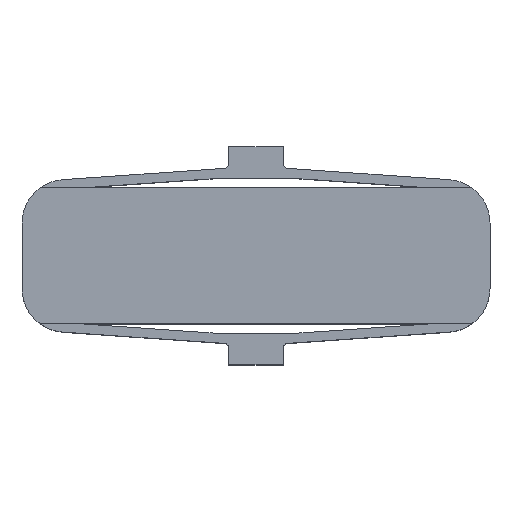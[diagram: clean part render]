
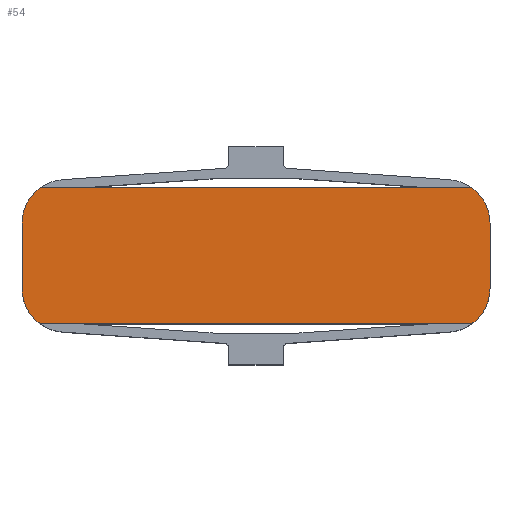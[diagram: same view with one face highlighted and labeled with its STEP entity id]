
A CAD part, top view. The second image highlights one B-rep face of the part: STEP entity #54.
In plain terms, the highlighted planar face has unit normal (0, 0, 1).
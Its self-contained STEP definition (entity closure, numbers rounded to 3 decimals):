
#54 = ADVANCED_FACE ( 'NONE', ( #782 ), #732, .T. ) ;
#58 = EDGE_CURVE ( 'NONE', #113, #600, #731, .T. ) ;
#60 = ORIENTED_EDGE ( 'NONE', *, *, #673, .T. ) ;
#70 = ORIENTED_EDGE ( 'NONE', *, *, #95, .T. ) ;
#72 = ORIENTED_EDGE ( 'NONE', *, *, #58, .T. ) ;
#73 = ORIENTED_EDGE ( 'NONE', *, *, #567, .T. ) ;
#74 = EDGE_CURVE ( 'NONE', #379, #674, #697, .T. ) ;
#78 = EDGE_LOOP ( 'NONE', ( #60, #175, #70, #72, #73, #205, #176, #198 ) ) ;
#95 = EDGE_CURVE ( 'NONE', #640, #113, #755, .T. ) ;
#113 = VERTEX_POINT ( 'NONE', #835 ) ;
#175 = ORIENTED_EDGE ( 'NONE', *, *, #670, .T. ) ;
#176 = ORIENTED_EDGE ( 'NONE', *, *, #388, .T. ) ;
#198 = ORIENTED_EDGE ( 'NONE', *, *, #74, .T. ) ;
#205 = ORIENTED_EDGE ( 'NONE', *, *, #384, .T. ) ;
#373 = VERTEX_POINT ( 'NONE', #1201 ) ;
#379 = VERTEX_POINT ( 'NONE', #1214 ) ;
#384 = EDGE_CURVE ( 'NONE', #416, #373, #1258, .T. ) ;
#388 = EDGE_CURVE ( 'NONE', #373, #379, #1303, .T. ) ;
#416 = VERTEX_POINT ( 'NONE', #1232 ) ;
#567 = EDGE_CURVE ( 'NONE', #600, #416, #1599, .T. ) ;
#572 = VERTEX_POINT ( 'NONE', #1601 ) ;
#600 = VERTEX_POINT ( 'NONE', #1485 ) ;
#640 = VERTEX_POINT ( 'NONE', #1683 ) ;
#670 = EDGE_CURVE ( 'NONE', #572, #640, #1717, .T. ) ;
#673 = EDGE_CURVE ( 'NONE', #674, #572, #1508, .T. ) ;
#674 = VERTEX_POINT ( 'NONE', #1726 ) ;
#696 = CARTESIAN_POINT ( 'NONE',  ( -3.963, 1.25, 2.5 ) ) ;
#697 = LINE ( 'NONE', #696, #719 ) ;
#701 = DIRECTION ( 'NONE',  ( -1., 0., 0. ) ) ;
#710 = AXIS2_PLACEMENT_3D ( 'NONE', #747, #746, #745 ) ;
#719 = VECTOR ( 'NONE', #701, 1000. ) ;
#730 = CARTESIAN_POINT ( 'NONE',  ( -3.963, -1.25, 2.5 ) ) ;
#731 = LINE ( 'NONE', #730, #743 ) ;
#732 = PLANE ( 'NONE',  #710 ) ;
#742 = DIRECTION ( 'NONE',  ( 1., 0., 0. ) ) ;
#743 = VECTOR ( 'NONE', #742, 1000. ) ;
#745 = DIRECTION ( 'NONE',  ( 1., 0., 0. ) ) ;
#746 = DIRECTION ( 'NONE',  ( 0., 0., 1. ) ) ;
#747 = CARTESIAN_POINT ( 'NONE',  ( -3.495, 0.6, 2.5 ) ) ;
#753 = CARTESIAN_POINT ( 'NONE',  ( -3.495, -0.6, 2.5 ) ) ;
#754 = AXIS2_PLACEMENT_3D ( 'NONE', #753, #772, #771 ) ;
#755 = CIRCLE ( 'NONE', #754, 0.801 ) ;
#771 = DIRECTION ( 'NONE',  ( 1., 0., 0. ) ) ;
#772 = DIRECTION ( 'NONE',  ( 0., 0., 1. ) ) ;
#782 = FACE_OUTER_BOUND ( 'NONE', #78, .T. ) ;
#835 = CARTESIAN_POINT ( 'NONE',  ( -3.963, -1.25, 2.5 ) ) ;
#1201 = CARTESIAN_POINT ( 'NONE',  ( 4.296, 0.6, 2.5 ) ) ;
#1214 = CARTESIAN_POINT ( 'NONE',  ( 3.963, 1.25, 2.5 ) ) ;
#1221 = CARTESIAN_POINT ( 'NONE',  ( 3.495, 0.6, 2.5 ) ) ;
#1232 = CARTESIAN_POINT ( 'NONE',  ( 4.296, -0.6, 2.5 ) ) ;
#1233 = DIRECTION ( 'NONE',  ( 0., 0., 1. ) ) ;
#1248 = DIRECTION ( 'NONE',  ( 0., -1., 0. ) ) ;
#1256 = DIRECTION ( 'NONE',  ( 0., 1., 0. ) ) ;
#1257 = CARTESIAN_POINT ( 'NONE',  ( 4.296, -0.6, 2.5 ) ) ;
#1258 = LINE ( 'NONE', #1257, #1277 ) ;
#1276 = AXIS2_PLACEMENT_3D ( 'NONE', #1221, #1233, #1286 ) ;
#1277 = VECTOR ( 'NONE', #1256, 1000. ) ;
#1286 = DIRECTION ( 'NONE',  ( 1., 0., 0. ) ) ;
#1303 = CIRCLE ( 'NONE', #1276, 0.801 ) ;
#1476 = DIRECTION ( 'NONE',  ( 1., 0., 0. ) ) ;
#1481 = AXIS2_PLACEMENT_3D ( 'NONE', #1495, #1494, #1476 ) ;
#1485 = CARTESIAN_POINT ( 'NONE',  ( 3.963, -1.25, 2.5 ) ) ;
#1494 = DIRECTION ( 'NONE',  ( 0., 0., 1. ) ) ;
#1495 = CARTESIAN_POINT ( 'NONE',  ( -3.495, 0.6, 2.5 ) ) ;
#1508 = CIRCLE ( 'NONE', #1481, 0.801 ) ;
#1516 = DIRECTION ( 'NONE',  ( 1., 0., 0. ) ) ;
#1517 = DIRECTION ( 'NONE',  ( 0., 0., 1. ) ) ;
#1560 = AXIS2_PLACEMENT_3D ( 'NONE', #1602, #1517, #1516 ) ;
#1599 = CIRCLE ( 'NONE', #1560, 0.801 ) ;
#1601 = CARTESIAN_POINT ( 'NONE',  ( -4.296, 0.6, 2.5 ) ) ;
#1602 = CARTESIAN_POINT ( 'NONE',  ( 3.495, -0.6, 2.5 ) ) ;
#1683 = CARTESIAN_POINT ( 'NONE',  ( -4.296, -0.6, 2.5 ) ) ;
#1693 = VECTOR ( 'NONE', #1248, 1000. ) ;
#1713 = CARTESIAN_POINT ( 'NONE',  ( -4.296, -0.6, 2.5 ) ) ;
#1717 = LINE ( 'NONE', #1713, #1693 ) ;
#1726 = CARTESIAN_POINT ( 'NONE',  ( -3.963, 1.25, 2.5 ) ) ;
